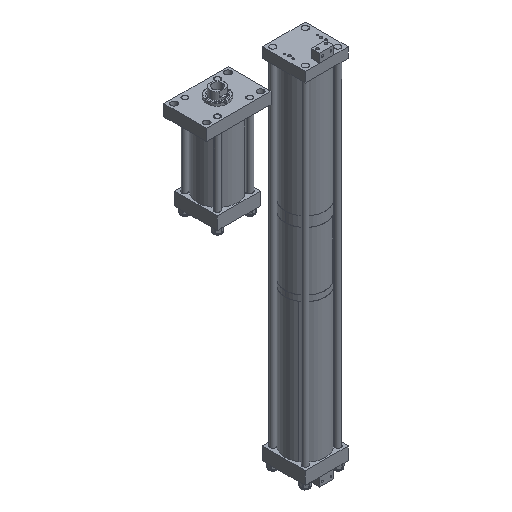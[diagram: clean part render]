
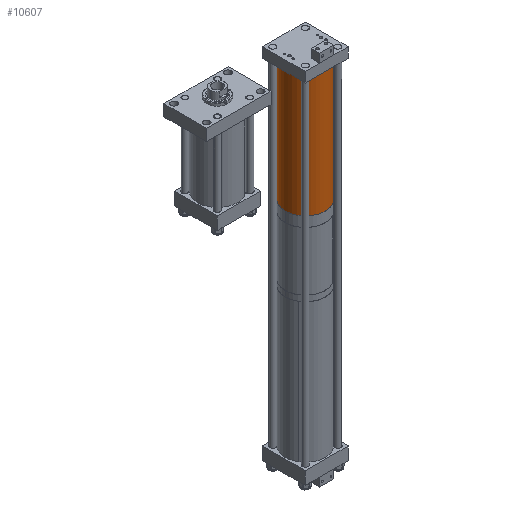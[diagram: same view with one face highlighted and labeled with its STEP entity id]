
A CAD part, isometric view. The second image highlights one B-rep face of the part: STEP entity #10607.
In plain terms, the highlighted cylindrical face has radius 88.9 mm (diameter 177.8 mm), a partial arc.
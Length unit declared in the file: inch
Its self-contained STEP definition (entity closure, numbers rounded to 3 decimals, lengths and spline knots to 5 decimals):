
#614 = CARTESIAN_POINT ( 'NONE',  ( 3.5, 0., 21.41 ) ) ;
#809 = CIRCLE ( 'NONE', #13790, 3.5 ) ;
#1659 = VECTOR ( 'NONE', #7921, 39.37008 ) ;
#2009 = DIRECTION ( 'NONE',  ( 1., 0., 0. ) ) ;
#2130 = DIRECTION ( 'NONE',  ( 0., 0., -1. ) ) ;
#4101 = CARTESIAN_POINT ( 'NONE',  ( -3.5, 0., 21.41 ) ) ;
#4114 = CARTESIAN_POINT ( 'NONE',  ( 0., 0., 0. ) ) ;
#4284 = CARTESIAN_POINT ( 'NONE',  ( -3.5, 0., 21.41 ) ) ;
#4347 = EDGE_CURVE ( 'NONE', #9011, #10425, #12634, .T. ) ;
#4512 = VERTEX_POINT ( 'NONE', #614 ) ;
#4996 = ORIENTED_EDGE ( 'NONE', *, *, #4347, .T. ) ;
#5022 = VERTEX_POINT ( 'NONE', #6622 ) ;
#5739 = CARTESIAN_POINT ( 'NONE',  ( -3.5, 0., 0. ) ) ;
#6250 = CIRCLE ( 'NONE', #10573, 3.5 ) ;
#6257 = EDGE_CURVE ( 'NONE', #10425, #5022, #6250, .T. ) ;
#6437 = EDGE_CURVE ( 'NONE', #9011, #4512, #809, .T. ) ;
#6622 = CARTESIAN_POINT ( 'NONE',  ( 3.5, 0., 0. ) ) ;
#6776 = CARTESIAN_POINT ( 'NONE',  ( 3.5, 0., 21.41 ) ) ;
#7390 = VECTOR ( 'NONE', #15703, 39.37008 ) ;
#7420 = FACE_OUTER_BOUND ( 'NONE', #11399, .T. ) ;
#7782 = LINE ( 'NONE', #6776, #7390 ) ;
#7921 = DIRECTION ( 'NONE',  ( 0., 0., -1. ) ) ;
#7990 = CYLINDRICAL_SURFACE ( 'NONE', #11753, 3.5 ) ;
#8346 = CARTESIAN_POINT ( 'NONE',  ( 0., 0., 21.41 ) ) ;
#9011 = VERTEX_POINT ( 'NONE', #4101 ) ;
#9347 = DIRECTION ( 'NONE',  ( 0., 0., 1. ) ) ;
#9613 = ORIENTED_EDGE ( 'NONE', *, *, #6257, .T. ) ;
#10425 = VERTEX_POINT ( 'NONE', #5739 ) ;
#10573 = AXIS2_PLACEMENT_3D ( 'NONE', #4114, #9347, #10633 ) ;
#10607 = ADVANCED_FACE ( 'NONE', ( #7420 ), #7990, .T. ) ;
#10633 = DIRECTION ( 'NONE',  ( 1., 0., 0. ) ) ;
#11399 = EDGE_LOOP ( 'NONE', ( #14529, #15992, #4996, #9613 ) ) ;
#11753 = AXIS2_PLACEMENT_3D ( 'NONE', #13611, #2130, #16051 ) ;
#12209 = DIRECTION ( 'NONE',  ( 0., 0., 1. ) ) ;
#12386 = EDGE_CURVE ( 'NONE', #4512, #5022, #7782, .T. ) ;
#12634 = LINE ( 'NONE', #4284, #1659 ) ;
#13611 = CARTESIAN_POINT ( 'NONE',  ( 0., 0., 21.41 ) ) ;
#13790 = AXIS2_PLACEMENT_3D ( 'NONE', #8346, #12209, #2009 ) ;
#14529 = ORIENTED_EDGE ( 'NONE', *, *, #12386, .F. ) ;
#15703 = DIRECTION ( 'NONE',  ( 0., 0., -1. ) ) ;
#15992 = ORIENTED_EDGE ( 'NONE', *, *, #6437, .F. ) ;
#16051 = DIRECTION ( 'NONE',  ( -1., 0., 0. ) ) ;
